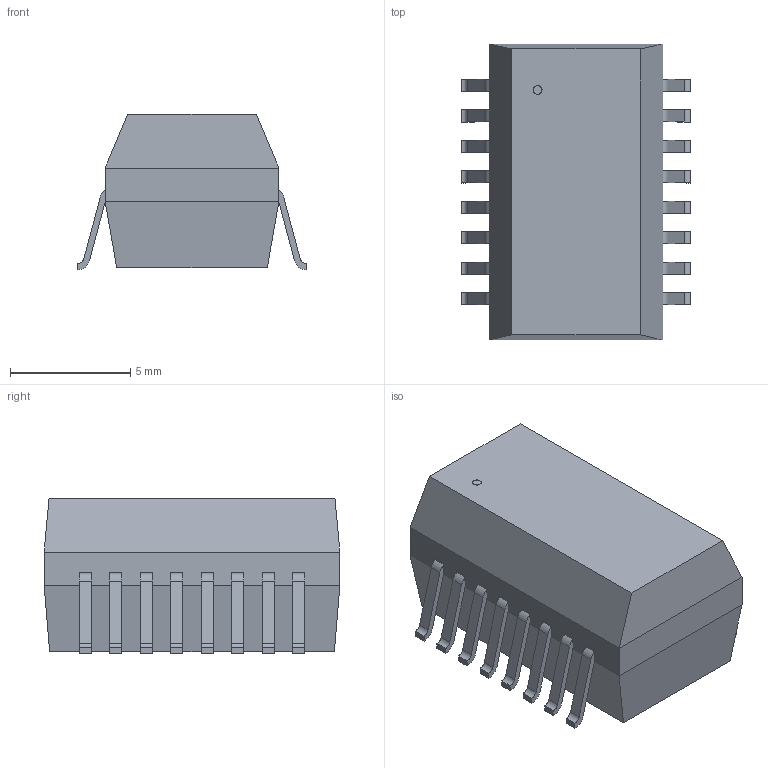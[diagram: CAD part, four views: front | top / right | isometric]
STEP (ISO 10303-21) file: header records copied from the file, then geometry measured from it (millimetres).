
FILE_DESCRIPTION(('STEP AP214'),'1');
FILE_NAME('S558-5500-25-F','2019-03-30T01:07:17',(''),(''),'','','');
FILE_SCHEMA(('AUTOMOTIVE_DESIGN'));
Length unit declared in the file: millimetre
Products named in the file (1): product
Bounding box: 9.53 x 12.32 x 6.48 mm (x, y, z)
Volume: 0 mm3; surface area: 482.3 mm2
Topology: 1 solids, 271 shells, 273 faces, 1275 edges, 1242 vertices
Faces by surface type: plane 208, cylinder 65
Full cylindrical faces by diameter (mm): 0.362 x1
Entity records: 13382 total; most frequent: CARTESIAN_POINT 2663, VERTEX_POINT 2418, DIRECTION 1954, ORIENTED_EDGE 1212, EDGE_CURVE 1210, LINE 952, VECTOR 952, AXIS2_PLACEMENT_3D 501
